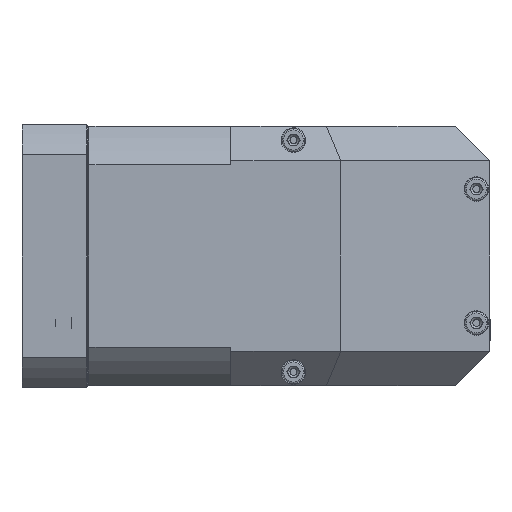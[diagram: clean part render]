
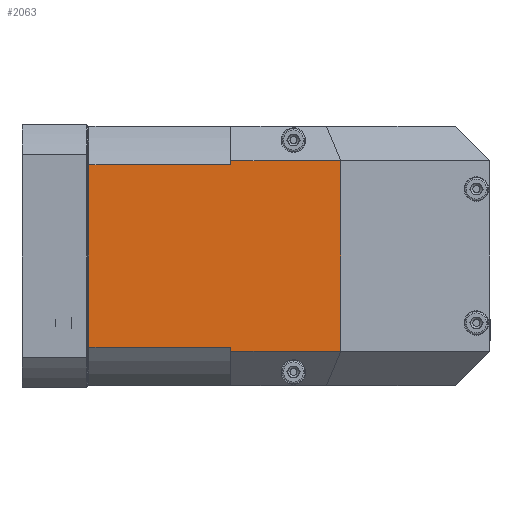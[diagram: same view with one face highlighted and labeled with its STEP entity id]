
A CAD part, front view. The second image highlights one B-rep face of the part: STEP entity #2063.
In plain terms, the highlighted planar face has unit normal (0, -1, 0).
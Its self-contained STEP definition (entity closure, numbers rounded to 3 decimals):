
#1992=CARTESIAN_POINT('',(-150.251,-141.407,-90.0));
#1993=DIRECTION('',(0.0,-1.0,0.0));
#1994=DIRECTION('',(0.0,0.0,-1.0));
#1995=AXIS2_PLACEMENT_3D('',#1992,#1993,#1994);
#1996=PLANE('',#1995);
#1997=CARTESIAN_POINT('',(-50.751,-141.407,63.246));
#1998=VERTEX_POINT('',#1997);
#1999=CARTESIAN_POINT('',(-149.251,-141.407,63.246));
#2000=VERTEX_POINT('',#1999);
#2001=CARTESIAN_POINT('',(-50.751,-141.407,63.246));
#2002=DIRECTION('',(-1.0,0.0,0.0));
#2003=VECTOR('',#2002,98.5);
#2004=LINE('',#2001,#2003);
#2005=EDGE_CURVE('',#1998,#2000,#2004,.T.);
#2006=ORIENTED_EDGE('',*,*,#2005,.T.);
#2007=CARTESIAN_POINT('',(-149.251,-141.407,-63.246));
#2008=VERTEX_POINT('',#2007);
#2009=CARTESIAN_POINT('',(-149.251,-141.407,63.246));
#2010=DIRECTION('',(0.0,0.0,-1.0));
#2011=VECTOR('',#2010,126.491);
#2012=LINE('',#2009,#2011);
#2013=EDGE_CURVE('',#2000,#2008,#2012,.T.);
#2014=ORIENTED_EDGE('',*,*,#2013,.T.);
#2015=CARTESIAN_POINT('',(-50.751,-141.407,-63.246));
#2016=VERTEX_POINT('',#2015);
#2017=CARTESIAN_POINT('',(-149.251,-141.407,-63.246));
#2018=DIRECTION('',(1.0,0.0,0.0));
#2019=VECTOR('',#2018,98.5);
#2020=LINE('',#2017,#2019);
#2021=EDGE_CURVE('',#2008,#2016,#2020,.T.);
#2022=ORIENTED_EDGE('',*,*,#2021,.T.);
#2023=CARTESIAN_POINT('',(-50.751,-141.407,-66.));
#2024=VERTEX_POINT('',#2023);
#2025=CARTESIAN_POINT('',(-50.751,-141.407,-66.));
#2026=DIRECTION('',(0.0,0.0,1.0));
#2027=VECTOR('',#2026,2.754);
#2028=LINE('',#2025,#2027);
#2029=EDGE_CURVE('',#2024,#2016,#2028,.T.);
#2030=ORIENTED_EDGE('',*,*,#2029,.F.);
#2031=CARTESIAN_POINT('',(25.616,-141.407,-66.));
#2032=VERTEX_POINT('',#2031);
#2033=CARTESIAN_POINT('',(-50.751,-141.407,-66.));
#2034=DIRECTION('',(1.0,0.0,0.0));
#2035=VECTOR('',#2034,76.368);
#2036=LINE('',#2033,#2035);
#2037=EDGE_CURVE('',#2024,#2032,#2036,.T.);
#2038=ORIENTED_EDGE('',*,*,#2037,.T.);
#2039=CARTESIAN_POINT('',(25.616,-141.407,66.));
#2040=VERTEX_POINT('',#2039);
#2041=CARTESIAN_POINT('',(25.616,-141.407,66.));
#2042=DIRECTION('',(0.0,0.0,-1.0));
#2043=VECTOR('',#2042,132.0);
#2044=LINE('',#2041,#2043);
#2045=EDGE_CURVE('',#2040,#2032,#2044,.T.);
#2046=ORIENTED_EDGE('',*,*,#2045,.F.);
#2047=CARTESIAN_POINT('',(-50.751,-141.407,66.));
#2048=VERTEX_POINT('',#2047);
#2049=CARTESIAN_POINT('',(25.616,-141.407,66.));
#2050=DIRECTION('',(-1.0,0.0,0.0));
#2051=VECTOR('',#2050,76.368);
#2052=LINE('',#2049,#2051);
#2053=EDGE_CURVE('',#2040,#2048,#2052,.T.);
#2054=ORIENTED_EDGE('',*,*,#2053,.T.);
#2055=CARTESIAN_POINT('',(-50.751,-141.407,63.246));
#2056=DIRECTION('',(0.0,0.0,1.0));
#2057=VECTOR('',#2056,2.754);
#2058=LINE('',#2055,#2057);
#2059=EDGE_CURVE('',#1998,#2048,#2058,.T.);
#2060=ORIENTED_EDGE('',*,*,#2059,.F.);
#2061=EDGE_LOOP('',(#2006,#2014,#2022,#2030,#2038,#2046,#2054,#2060));
#2062=FACE_OUTER_BOUND('',#2061,.T.);
#2063=ADVANCED_FACE('',(#2062),#1996,.T.);
